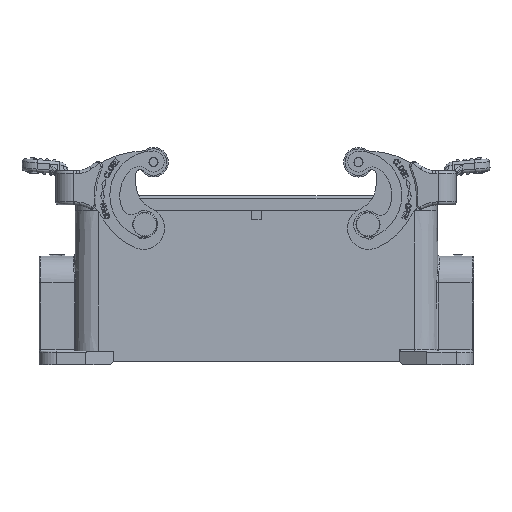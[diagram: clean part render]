
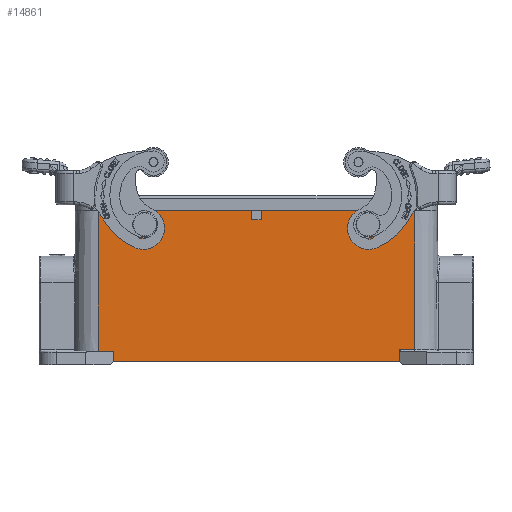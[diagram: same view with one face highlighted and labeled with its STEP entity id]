
A CAD part, left-side view. The second image highlights one B-rep face of the part: STEP entity #14861.
In plain terms, the highlighted planar face has unit normal (-1, 0, 0.009).
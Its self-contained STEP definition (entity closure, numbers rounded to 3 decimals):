
#44=ELLIPSE('',#37731,1.5,1.5);
#45=ELLIPSE('',#37732,1.5,1.5);
#3098=LINE('',#57586,#5431);
#3153=LINE('',#58045,#5486);
#3158=LINE('',#58059,#5491);
#3166=LINE('',#58088,#5499);
#3169=LINE('',#58095,#5502);
#3310=LINE('',#58807,#5643);
#3325=LINE('',#58961,#5658);
#3328=LINE('',#58986,#5661);
#3329=LINE('',#58992,#5662);
#3330=LINE('',#58994,#5663);
#3331=LINE('',#58995,#5664);
#3332=LINE('',#58997,#5665);
#5431=VECTOR('',#42850,1.);
#5486=VECTOR('',#43063,1.);
#5491=VECTOR('',#43076,1.);
#5499=VECTOR('',#43102,1.);
#5502=VECTOR('',#43107,1.);
#5643=VECTOR('',#43490,1.);
#5658=VECTOR('',#43543,1.);
#5661=VECTOR('',#43572,1.);
#5662=VECTOR('',#43579,1.);
#5663=VECTOR('',#43580,1.);
#5664=VECTOR('',#43581,1.);
#5665=VECTOR('',#43582,1.);
#13505=PLANE('',#37733);
#14861=ADVANCED_FACE('',(#16402,#16403,#16404),#13505,.T.);
#16402=FACE_BOUND('',#17728,.T.);
#16403=FACE_BOUND('',#17729,.T.);
#16404=FACE_BOUND('',#17730,.T.);
#17728=EDGE_LOOP('',(#23645));
#17729=EDGE_LOOP('',(#23646));
#17730=EDGE_LOOP('',(#23647,#23648,#23649,#23650,#23651,#23652,#23653,#23654,
#23655,#23656,#23657,#23658));
#23645=ORIENTED_EDGE('',*,*,#33023,.T.);
#23646=ORIENTED_EDGE('',*,*,#33024,.T.);
#23647=ORIENTED_EDGE('',*,*,#33011,.T.);
#23648=ORIENTED_EDGE('',*,*,#33025,.T.);
#23649=ORIENTED_EDGE('',*,*,#33026,.T.);
#23650=ORIENTED_EDGE('',*,*,#32611,.T.);
#23651=ORIENTED_EDGE('',*,*,#33027,.F.);
#23652=ORIENTED_EDGE('',*,*,#33028,.T.);
#23653=ORIENTED_EDGE('',*,*,#32728,.T.);
#23654=ORIENTED_EDGE('',*,*,#32735,.F.);
#23655=ORIENTED_EDGE('',*,*,#32747,.F.);
#23656=ORIENTED_EDGE('',*,*,#32750,.T.);
#23657=ORIENTED_EDGE('',*,*,#32981,.T.);
#23658=ORIENTED_EDGE('',*,*,#33022,.T.);
#28952=VERTEX_POINT('',#57585);
#28953=VERTEX_POINT('',#57587);
#29029=VERTEX_POINT('',#58044);
#29030=VERTEX_POINT('',#58046);
#29034=VERTEX_POINT('',#58058);
#29041=VERTEX_POINT('',#58089);
#29043=VERTEX_POINT('',#58094);
#29196=VERTEX_POINT('',#58806);
#29211=VERTEX_POINT('',#58960);
#29212=VERTEX_POINT('',#58962);
#29217=VERTEX_POINT('',#58989);
#29218=VERTEX_POINT('',#58991);
#29219=VERTEX_POINT('',#58993);
#29220=VERTEX_POINT('',#58996);
#32611=EDGE_CURVE('',#28953,#28952,#3098,.T.);
#32728=EDGE_CURVE('',#29030,#29029,#3153,.T.);
#32735=EDGE_CURVE('',#29034,#29029,#3158,.T.);
#32747=EDGE_CURVE('',#29041,#29034,#3166,.T.);
#32750=EDGE_CURVE('',#29041,#29043,#3169,.T.);
#32981=EDGE_CURVE('',#29043,#29196,#3310,.T.);
#33011=EDGE_CURVE('',#29212,#29211,#3325,.T.);
#33022=EDGE_CURVE('',#29196,#29212,#3328,.T.);
#33023=EDGE_CURVE('',#29217,#29217,#44,.T.);
#33024=EDGE_CURVE('',#29218,#29218,#45,.T.);
#33025=EDGE_CURVE('',#29211,#29219,#3329,.T.);
#33026=EDGE_CURVE('',#29219,#28953,#3330,.T.);
#33027=EDGE_CURVE('',#29220,#28952,#3331,.T.);
#33028=EDGE_CURVE('',#29220,#29030,#3332,.T.);
#37731=AXIS2_PLACEMENT_3D('',#58988,#43575,#43576);
#37732=AXIS2_PLACEMENT_3D('',#58990,#43577,#43578);
#37733=AXIS2_PLACEMENT_3D('',#58998,#43583,#43584);
#42850=DIRECTION('',(0.,1.,0.));
#43063=DIRECTION('',(-0.009,0.,-1.));
#43076=DIRECTION('',(0.,1.,0.));
#43102=DIRECTION('',(0.009,0.,1.));
#43107=DIRECTION('',(0.,-1.,0.));
#43490=DIRECTION('',(0.009,0.,1.));
#43543=DIRECTION('',(0.009,0.,1.));
#43572=DIRECTION('',(0.,-1.,0.));
#43575=DIRECTION('',(1.,0.,-0.009));
#43576=DIRECTION('',(-0.009,0.,-1.));
#43577=DIRECTION('',(1.,0.,-0.009));
#43578=DIRECTION('',(-0.009,0.,-1.));
#43579=DIRECTION('',(0.,1.,0.));
#43580=DIRECTION('',(-0.009,0.,-1.));
#43581=DIRECTION('',(-0.009,0.,-1.));
#43582=DIRECTION('',(0.,1.,0.));
#43583=DIRECTION('',(-1.,0.,0.009));
#43584=DIRECTION('',(0.,1.,0.));
#57585=CARTESIAN_POINT('',(-21.526,1.6,48.));
#57586=CARTESIAN_POINT('',(-21.526,-1.6,48.));
#57587=CARTESIAN_POINT('',(-21.526,-1.6,48.));
#58044=CARTESIAN_POINT('',(-21.906,52.5,4.5));
#58045=CARTESIAN_POINT('',(-21.5,52.5,51.));
#58046=CARTESIAN_POINT('',(-21.5,52.5,51.));
#58058=CARTESIAN_POINT('',(-21.906,47.5,4.5));
#58059=CARTESIAN_POINT('',(-21.906,47.5,4.5));
#58088=CARTESIAN_POINT('',(-21.936,47.5,1.));
#58089=CARTESIAN_POINT('',(-21.936,47.5,1.));
#58094=CARTESIAN_POINT('',(-21.936,-47.5,1.));
#58095=CARTESIAN_POINT('',(-21.936,47.5,1.));
#58806=CARTESIAN_POINT('',(-21.901,-47.5,4.996));
#58807=CARTESIAN_POINT('',(-21.936,-47.5,1.));
#58960=CARTESIAN_POINT('',(-21.5,-52.5,51.));
#58961=CARTESIAN_POINT('',(-21.901,-52.5,4.996));
#58962=CARTESIAN_POINT('',(-21.901,-52.5,4.996));
#58986=CARTESIAN_POINT('',(-21.901,-47.5,4.996));
#58988=CARTESIAN_POINT('',(-21.539,37.,46.5));
#58989=CARTESIAN_POINT('',(-21.552,37.,45.));
#58990=CARTESIAN_POINT('',(-21.539,-37.,46.5));
#58991=CARTESIAN_POINT('',(-21.552,-37.,45.));
#58992=CARTESIAN_POINT('',(-21.5,-52.5,51.));
#58993=CARTESIAN_POINT('',(-21.5,-1.6,51.));
#58994=CARTESIAN_POINT('',(-21.5,-1.6,51.));
#58995=CARTESIAN_POINT('',(-21.5,1.6,51.));
#58996=CARTESIAN_POINT('',(-21.5,1.6,51.));
#58997=CARTESIAN_POINT('',(-21.5,1.6,51.));
#58998=CARTESIAN_POINT('',(-21.5,55.148,51.));
